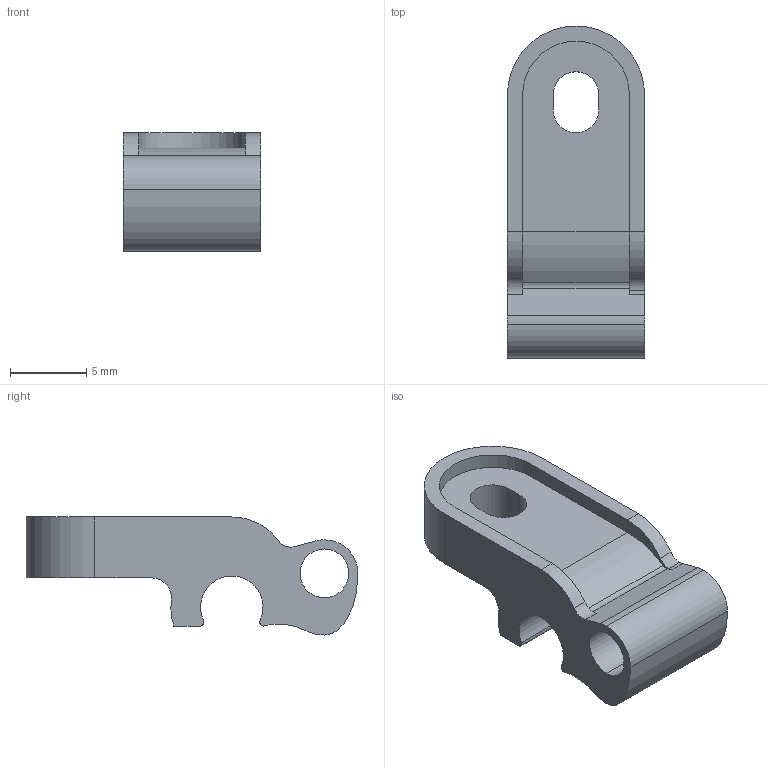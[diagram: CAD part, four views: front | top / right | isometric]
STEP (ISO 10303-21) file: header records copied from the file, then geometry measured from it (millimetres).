
FILE_DESCRIPTION (( 'STEP AP203' ), '1' );
FILE_NAME ('Lowboi Mk4 Latch - 4mm idler shaft.STEP', '2024-08-02T12:43:45', ( '' ), ( '' ), 'SwSTEP 2.0', 'SolidWorks 2022', '' );
FILE_SCHEMA (( 'CONFIG_CONTROL_DESIGN' ));
Length unit declared in the file: millimetre
Products named in the file (1): Lowboi Mk4 Latch - 4mm idler shaft
Bounding box: 9 x 21.77 x 7.75 mm (x, y, z)
Volume: 600.1 mm3; surface area: 878.1 mm2
Topology: 1 solids, 1 shells, 47 faces, 135 edges, 90 vertices
Faces by surface type: cylinder 32, plane 14, bspline 1
Entity records: 1663 total; most frequent: DIRECTION 293, CARTESIAN_POINT 286, ORIENTED_EDGE 270, EDGE_CURVE 135, AXIS2_PLACEMENT_3D 113, VERTEX_POINT 90, VECTOR 67, LINE 67
